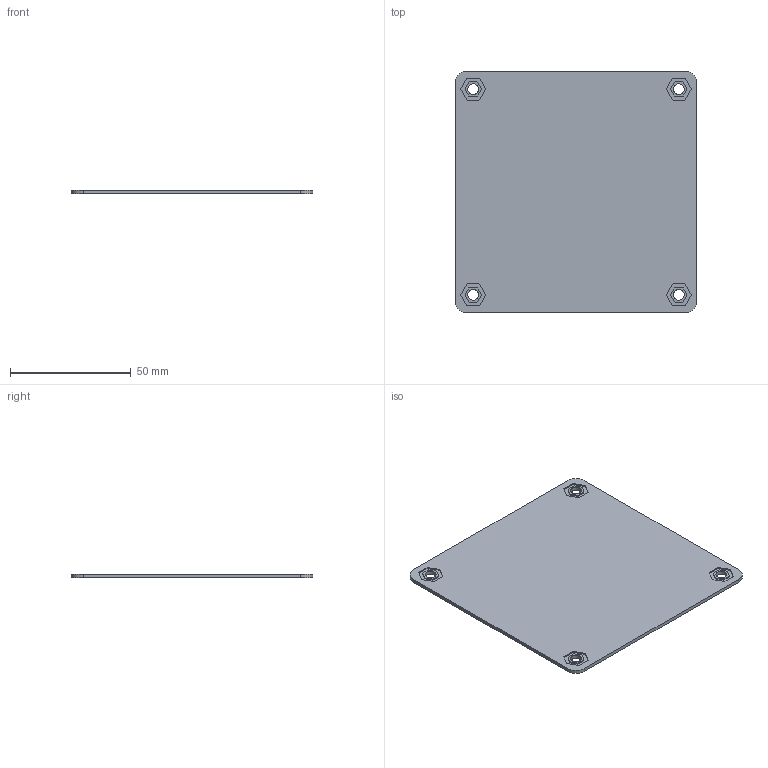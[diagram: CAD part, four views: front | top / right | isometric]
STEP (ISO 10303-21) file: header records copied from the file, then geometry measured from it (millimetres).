
FILE_DESCRIPTION(/* description */ (''),/* implementation_level */ '2;1');
FILE_NAME(/* name */ 'PCBB 3U.2 v4.step',/* time_stamp */ '2025-05-22T09:17:12+03:00',/* author */ (''),/* organization */ (''),/* preprocessor_version */ 'ST-DEVELOPER v20.1',/* originating_system */ 'Autodesk Translation Framework v14.4.0.0',/* authorisation */ '');
FILE_SCHEMA (('AUTOMOTIVE_DESIGN { 1 0 10303 214 3 1 1 }'));
Length unit declared in the file: millimetre
Products named in the file (1): PCBB 3U.2
Bounding box: 100 x 100 x 1.5 mm (x, y, z)
Volume: 14716.5 mm3; surface area: 20707.1 mm2
Topology: 1 solids, 1 shells, 222 faces, 612 edges, 408 vertices
Faces by surface type: plane 214, cylinder 8
Full cylindrical faces by diameter (mm): 4.5 x4
Entity records: 6981 total; most frequent: CARTESIAN_POINT 1243, ORIENTED_EDGE 1224, DIRECTION 1074, EDGE_CURVE 612, LINE 596, VECTOR 596, VERTEX_POINT 408, EDGE_LOOP 246
